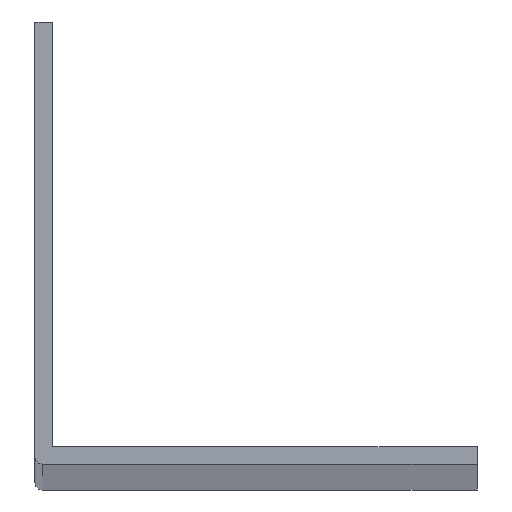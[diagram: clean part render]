
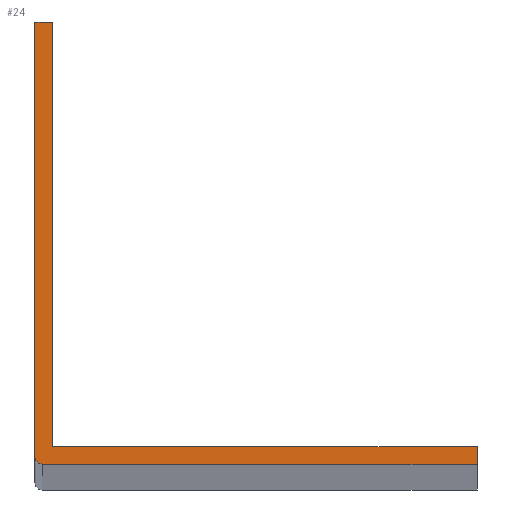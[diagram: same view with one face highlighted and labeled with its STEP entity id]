
A CAD part, top view. The second image highlights one B-rep face of the part: STEP entity #24.
In plain terms, the highlighted planar face has unit normal (0, 0, 1).
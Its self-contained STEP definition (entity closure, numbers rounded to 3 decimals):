
#10 = ORIENTED_EDGE ( 'NONE', *, *, #87, .T. ) ;
#14 = VERTEX_POINT ( 'NONE', #65 ) ;
#17 = AXIS2_PLACEMENT_3D ( 'NONE', #158, #42, #288 ) ;
#19 = FACE_OUTER_BOUND ( 'NONE', #263, .T. ) ;
#24 = ADVANCED_FACE ( 'NONE', ( #19 ), #61, .T. ) ;
#34 = CARTESIAN_POINT ( 'NONE',  ( 1.2, 30., 500. ) ) ;
#37 = DIRECTION ( 'NONE',  ( 1., 0., 0. ) ) ;
#39 = CIRCLE ( 'NONE', #74, 0.5 ) ;
#42 = DIRECTION ( 'NONE',  ( 0., 0., 1. ) ) ;
#49 = CARTESIAN_POINT ( 'NONE',  ( 0.5, 0., 500. ) ) ;
#53 = VERTEX_POINT ( 'NONE', #201 ) ;
#54 = EDGE_CURVE ( 'NONE', #274, #219, #153, .T. ) ;
#61 = PLANE ( 'NONE',  #17 ) ;
#65 = CARTESIAN_POINT ( 'NONE',  ( 30., 0., 500. ) ) ;
#67 = DIRECTION ( 'NONE',  ( -1., 0., 0. ) ) ;
#74 = AXIS2_PLACEMENT_3D ( 'NONE', #122, #273, #228 ) ;
#75 = ORIENTED_EDGE ( 'NONE', *, *, #54, .T. ) ;
#77 = DIRECTION ( 'NONE',  ( -1., 0., 0. ) ) ;
#79 = DIRECTION ( 'NONE',  ( 0., -1., 0. ) ) ;
#80 = VERTEX_POINT ( 'NONE', #49 ) ;
#87 = EDGE_CURVE ( 'NONE', #14, #53, #182, .T. ) ;
#90 = ORIENTED_EDGE ( 'NONE', *, *, #224, .T. ) ;
#98 = CARTESIAN_POINT ( 'NONE',  ( 0., 0.5, 500. ) ) ;
#100 = ORIENTED_EDGE ( 'NONE', *, *, #132, .T. ) ;
#118 = LINE ( 'NONE', #166, #226 ) ;
#122 = CARTESIAN_POINT ( 'NONE',  ( 0.5, 0.5, 500. ) ) ;
#125 = LINE ( 'NONE', #98, #178 ) ;
#131 = VERTEX_POINT ( 'NONE', #269 ) ;
#132 = EDGE_CURVE ( 'NONE', #219, #131, #118, .T. ) ;
#134 = VECTOR ( 'NONE', #183, 1000. ) ;
#149 = LINE ( 'NONE', #197, #231 ) ;
#151 = ORIENTED_EDGE ( 'NONE', *, *, #229, .T. ) ;
#153 = LINE ( 'NONE', #157, #246 ) ;
#155 = CARTESIAN_POINT ( 'NONE',  ( 1.2, 1.2, 500. ) ) ;
#157 = CARTESIAN_POINT ( 'NONE',  ( 1.2, 30., 500. ) ) ;
#158 = CARTESIAN_POINT ( 'NONE',  ( 0.5, 0.5, 500. ) ) ;
#164 = CARTESIAN_POINT ( 'NONE',  ( 30., 0., 500. ) ) ;
#166 = CARTESIAN_POINT ( 'NONE',  ( 0., 30., 500. ) ) ;
#178 = VECTOR ( 'NONE', #79, 1000. ) ;
#181 = VECTOR ( 'NONE', #77, 1000. ) ;
#182 = LINE ( 'NONE', #164, #134 ) ;
#183 = DIRECTION ( 'NONE',  ( 0., 1., 0. ) ) ;
#185 = ORIENTED_EDGE ( 'NONE', *, *, #264, .T. ) ;
#194 = EDGE_CURVE ( 'NONE', #216, #80, #39, .T. ) ;
#197 = CARTESIAN_POINT ( 'NONE',  ( 0.5, 0., 500. ) ) ;
#201 = CARTESIAN_POINT ( 'NONE',  ( 30., 1.2, 500. ) ) ;
#208 = ORIENTED_EDGE ( 'NONE', *, *, #194, .T. ) ;
#216 = VERTEX_POINT ( 'NONE', #239 ) ;
#219 = VERTEX_POINT ( 'NONE', #34 ) ;
#221 = LINE ( 'NONE', #278, #181 ) ;
#224 = EDGE_CURVE ( 'NONE', #131, #216, #125, .T. ) ;
#226 = VECTOR ( 'NONE', #67, 1000. ) ;
#228 = DIRECTION ( 'NONE',  ( 1., 0., 0. ) ) ;
#229 = EDGE_CURVE ( 'NONE', #53, #274, #221, .T. ) ;
#231 = VECTOR ( 'NONE', #37, 1000. ) ;
#239 = CARTESIAN_POINT ( 'NONE',  ( 0., 0.5, 500. ) ) ;
#243 = DIRECTION ( 'NONE',  ( 0., 1., 0. ) ) ;
#246 = VECTOR ( 'NONE', #243, 1000. ) ;
#263 = EDGE_LOOP ( 'NONE', ( #100, #90, #208, #185, #10, #151, #75 ) ) ;
#264 = EDGE_CURVE ( 'NONE', #80, #14, #149, .T. ) ;
#269 = CARTESIAN_POINT ( 'NONE',  ( 0., 30., 500. ) ) ;
#273 = DIRECTION ( 'NONE',  ( 0., 0., 1. ) ) ;
#274 = VERTEX_POINT ( 'NONE', #155 ) ;
#278 = CARTESIAN_POINT ( 'NONE',  ( 1.2, 1.2, 500. ) ) ;
#288 = DIRECTION ( 'NONE',  ( 1., 0., 0. ) ) ;
